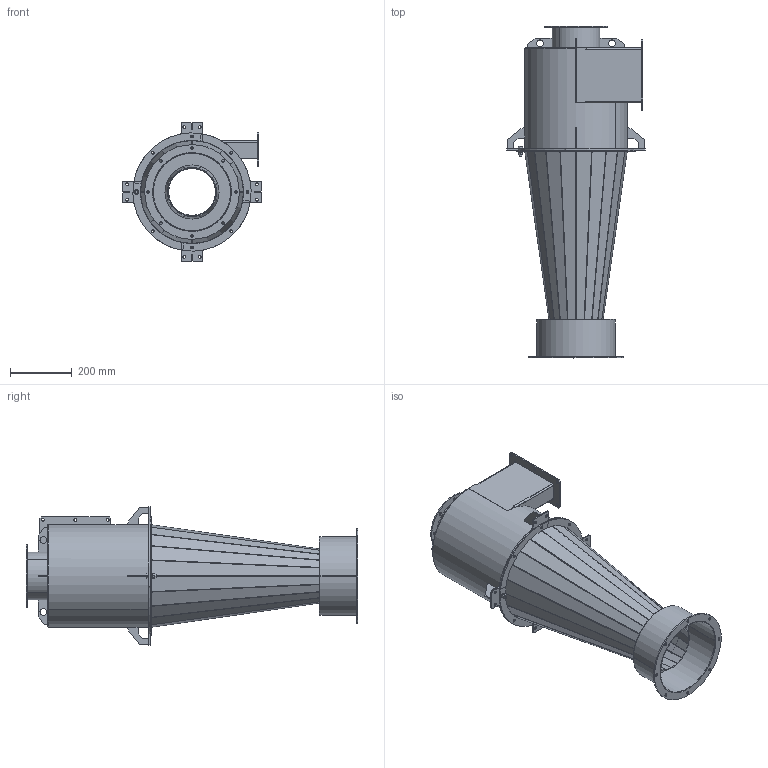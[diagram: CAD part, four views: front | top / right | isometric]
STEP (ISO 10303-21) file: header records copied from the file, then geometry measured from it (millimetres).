
FILE_DESCRIPTION (( 'STEP AP203' ), '1' );
FILE_NAME ('CYSE03.STEP', '2023-11-21T08:33:04', ( '' ), ( '' ), 'SwSTEP 2.0', 'SolidWorks 2022', '' );
FILE_SCHEMA (( 'CONFIG_CONTROL_DESIGN' ));
Length unit declared in the file: millimetre
Products named in the file (23): CO-S333-00 - CYCLONE_Výchozí; CO-S332-03 - PART_Výchozí; CO-S331-01 - PART_Výchozí; CO-S330-00 - INPUT_Výchozí; CO-S332-05 - PART_Výchozí; CO-S330-02 - PART_Výchozí; CYSE03; CO-S331-04 - PART_Výchozí; Part1^CO-CYGG-125-00 - CW 10-23; PH-D008-24 - FLANGE 60x180_Výchozí; CO-S331-00 - CONE_Výchozí; CO-S332-01 - PART_Výchozí; CO-CYGG-125-00 - CW 10-23_Výchozí; CO-S331-03 - PART_Výchozí; CO-S332-06 - PART_Výchozí; CO-S332-07 - PART_Výchozí; CO-S332-02 - PART_Výchozí; CO-S330-01 - PART_Výchozí; CO-S331-02 - PART_Výchozí; BOLT JOINT - B+W-W+N_M8x25-X8-W; PRGG-DNXXXX - FLANGE G&G_PRGG-DN150; CO-S332-04 - PART_Výchozí; PRGG-DNXXXX - FLANGE G&G_PRGG-DN250
Assembly tree (37 placements, depth 5):
  CYSE03
    CO-CYGG-125-00 - CW 10-23_Výchozí
      CO-S333-00 - CYCLONE_Výchozí
        CO-S332-01 - PART_Výchozí
        CO-S332-02 - PART_Výchozí  x4
        CO-S332-03 - PART_Výchozí
        CO-S332-04 - PART_Výchozí
        CO-S332-05 - PART_Výchozí  x4
        CO-S332-06 - PART_Výchozí  x4
        CO-S330-00 - INPUT_Výchozí
          CO-S330-01 - PART_Výchozí
          CO-S330-02 - PART_Výchozí
          PH-D008-24 - FLANGE 60x180_Výchozí
        PRGG-DNXXXX - FLANGE G&G_PRGG-DN150
        CO-S332-07 - PART_Výchozí
      CO-S331-00 - CONE_Výchozí
        CO-S331-01 - PART_Výchozí  x2
        CO-S331-02 - PART_Výchozí
        CO-S331-03 - PART_Výchozí  x4
        CO-S331-04 - PART_Výchozí  x4
        PRGG-DNXXXX - FLANGE G&G_PRGG-DN250
      BOLT JOINT - B+W-W+N_M8x25-X8-W
  Part1^CO-CYGG-125-00 - CW 10-23
Bounding box: 450 x 1075 x 450 mm (x, y, z)
Volume: 2922985.3 mm3; surface area: 2752798.8 mm2
Topology: 33 solids, 33 shells, 545 faces, 1266 edges, 792 vertices
Faces by surface type: plane 305, cylinder 208, bspline 32
Entity records: 11274 total; most frequent: CARTESIAN_POINT 1661, DIRECTION 1504, ORIENTED_EDGE 1314, EDGE_CURVE 657, AXIS2_PLACEMENT_3D 549, VERTEX_POINT 418, VECTOR 406, LINE 406
